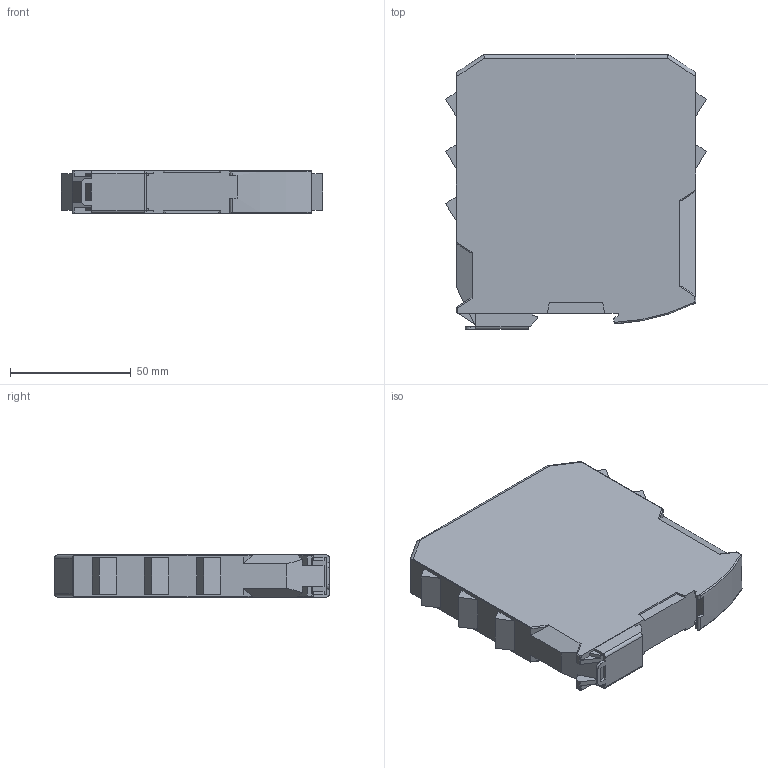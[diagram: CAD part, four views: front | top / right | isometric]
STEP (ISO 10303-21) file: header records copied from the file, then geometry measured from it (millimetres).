
FILE_DESCRIPTION (( 'STEP AP214' ), '1' );
FILE_NAME ('9170-21-12-21S.STEP', '2022-08-09T18:03:18', ( '' ), ( '' ), 'SwSTEP 2.0', 'SolidWorks 2021', '' );
FILE_SCHEMA (( 'AUTOMOTIVE_DESIGN' ));
Length unit declared in the file: inch
Products named in the file (1): 9170-21-12-21S
Bounding box: 108 x 113.6 x 17.6 mm (x, y, z)
Volume: 187415.4 mm3; surface area: 30161 mm2
Topology: 2 solids, 6 shells, 181 faces, 481 edges, 317 vertices
Faces by surface type: plane 127, cylinder 52, torus 2
Entity records: 5837 total; most frequent: CARTESIAN_POINT 1346, ORIENTED_EDGE 962, DIRECTION 849, EDGE_CURVE 481, LINE 373, VECTOR 373, VERTEX_POINT 317, AXIS2_PLACEMENT_3D 238
